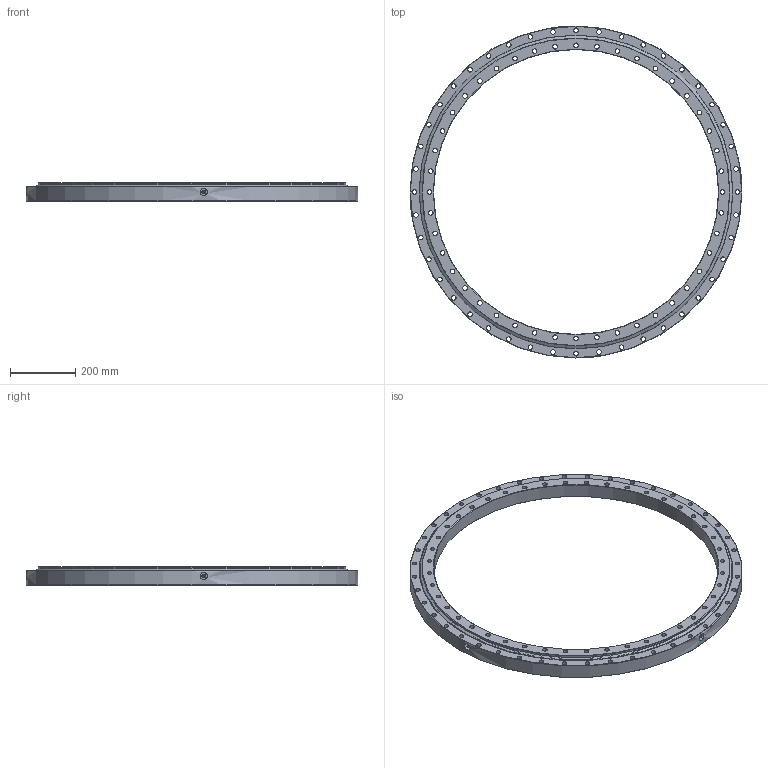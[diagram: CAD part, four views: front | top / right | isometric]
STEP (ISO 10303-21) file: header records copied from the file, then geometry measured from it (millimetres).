
FILE_DESCRIPTION (( 'STEP AP214' ), '1' );
FILE_NAME ('SD.1016.20.00.B.STEP', '2016-11-16T07:13:59', ( '' ), ( '' ), 'SwSTEP 2.0', 'SolidWorks 2015', '' );
FILE_SCHEMA (( 'AUTOMOTIVE_DESIGN' ));
Length unit declared in the file: millimetre
Products named in the file (7): A.1016.B20B.A1N.0 - OR Seal; A.1016.B20B.A1N.0 - IR Seal; Ball D20; A.1016.B20B.A1N.0 - OR; A.1016.B20B.A1N.0 - IR; SD.1016.20.00.B; Grease nipple M10x1mm
Assembly tree (135 placements, depth 2):
  SD.1016.20.00.B
    A.1016.B20B.A1N.0 - IR
    A.1016.B20B.A1N.0 - OR
    Ball D20  x127
    A.1016.B20B.A1N.0 - IR Seal
    A.1016.B20B.A1N.0 - OR Seal
    Grease nipple M10x1mm  x4
Bounding box: 1016 x 1016 x 56 mm (x, y, z)
Volume: 8387237.6 mm3; surface area: 1610001.3 mm2
Topology: 135 solids, 135 shells, 396 faces, 1023 edges, 657 vertices
Faces by surface type: sphere 127, cylinder 120, cone 72, plane 58, torus 19
Full cylindrical faces by diameter (mm): 3 x4, 5 x4, 9 x4, 10 x4, 14 x88, 22 x4, 872 x1, 928.5 x2, 942.5 x3, 945.5 x3, 959.5 x2, 1016 x1
Entity records: 7254 total; most frequent: CARTESIAN_POINT 1653, DIRECTION 1196, ORIENTED_EDGE 636, AXIS2_PLACEMENT_3D 595, EDGE_LOOP 534, EDGE_CURVE 318, FACE_OUTER_BOUND 311, VERTEX_POINT 292
